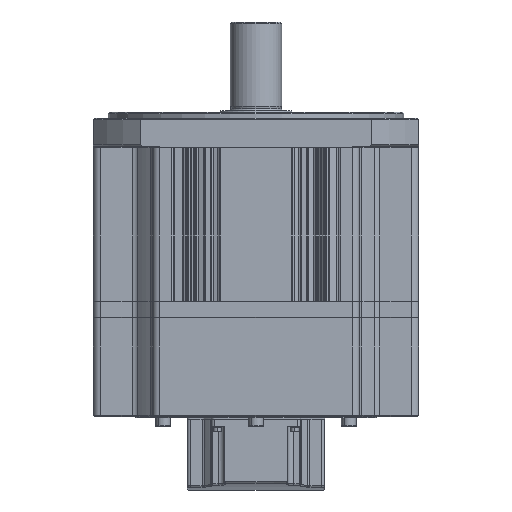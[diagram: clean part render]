
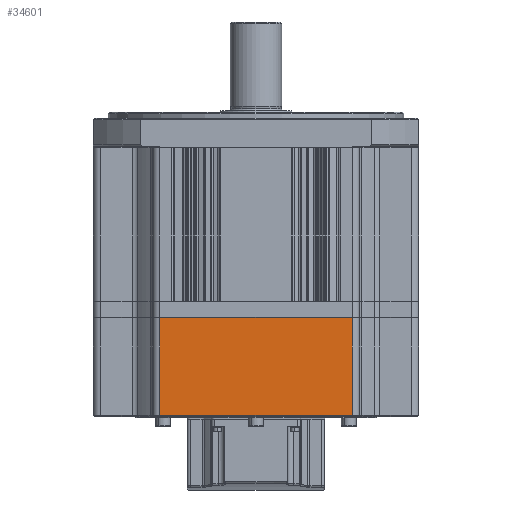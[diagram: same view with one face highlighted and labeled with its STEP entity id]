
A CAD part, front view. The second image highlights one B-rep face of the part: STEP entity #34601.
In plain terms, the highlighted planar face has unit normal (0, -1, 0).
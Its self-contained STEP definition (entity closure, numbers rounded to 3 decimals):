
#360 = VERTEX_POINT ( 'NONE', #69455 ) ;
#361 = VERTEX_POINT ( 'NONE', #69466 ) ;
#364 = VERTEX_POINT ( 'NONE', #69458 ) ;
#414 = VERTEX_POINT ( 'NONE', #69541 ) ;
#34601 = ADVANCED_FACE ( 'NONE', ( #67354 ), #67368, .F. ) ;
#52545 = VECTOR ( 'NONE', #54042, 1000. ) ;
#52585 = VECTOR ( 'NONE', #54422, 1000. ) ;
#52648 = VECTOR ( 'NONE', #54929, 1000. ) ;
#52656 = VECTOR ( 'NONE', #54912, 1000. ) ;
#54006 = LINE ( 'NONE', #54049, #52545 ) ;
#54042 = DIRECTION ( 'NONE',  ( 0., 0., 1. ) ) ;
#54049 = CARTESIAN_POINT ( 'NONE',  ( 65., -110., -185.7 ) ) ;
#54401 = LINE ( 'NONE', #54412, #52585 ) ;
#54412 = CARTESIAN_POINT ( 'NONE',  ( 0., -110., -181.2 ) ) ;
#54422 = DIRECTION ( 'NONE',  ( 1., 0., 0. ) ) ;
#54880 = LINE ( 'NONE', #54973, #52648 ) ;
#54906 = LINE ( 'NONE', #54986, #52656 ) ;
#54912 = DIRECTION ( 'NONE',  ( -1., 0., 0. ) ) ;
#54929 = DIRECTION ( 'NONE',  ( 0., 0., 1. ) ) ;
#54973 = CARTESIAN_POINT ( 'NONE',  ( -65., -110., -185.7 ) ) ;
#54986 = CARTESIAN_POINT ( 'NONE',  ( 65., -110., -115.2 ) ) ;
#67354 = FACE_OUTER_BOUND ( 'NONE', #102927, .T. ) ;
#67368 = PLANE ( 'NONE',  #113894 ) ;
#67399 = DIRECTION ( 'NONE',  ( 0., 1., 0. ) ) ;
#67401 = CARTESIAN_POINT ( 'NONE',  ( 0., -110., -185.7 ) ) ;
#67426 = DIRECTION ( 'NONE',  ( 1., 0., 0. ) ) ;
#69455 = CARTESIAN_POINT ( 'NONE',  ( 65., -110., -115.2 ) ) ;
#69458 = CARTESIAN_POINT ( 'NONE',  ( -65., -110., -115.2 ) ) ;
#69466 = CARTESIAN_POINT ( 'NONE',  ( -65., -110., -181.2 ) ) ;
#69541 = CARTESIAN_POINT ( 'NONE',  ( 65., -110., -181.2 ) ) ;
#93363 = EDGE_CURVE ( 'NONE', #414, #360, #54006, .T. ) ;
#93416 = EDGE_CURVE ( 'NONE', #361, #414, #54401, .T. ) ;
#93446 = EDGE_CURVE ( 'NONE', #361, #364, #54880, .T. ) ;
#93455 = EDGE_CURVE ( 'NONE', #360, #364, #54906, .T. ) ;
#102927 = EDGE_LOOP ( 'NONE', ( #116563, #116660, #116663, #116620 ) ) ;
#113894 = AXIS2_PLACEMENT_3D ( 'NONE', #67401, #67399, #67426 ) ;
#116563 = ORIENTED_EDGE ( 'NONE', *, *, #93446, .F. ) ;
#116620 = ORIENTED_EDGE ( 'NONE', *, *, #93455, .T. ) ;
#116660 = ORIENTED_EDGE ( 'NONE', *, *, #93416, .T. ) ;
#116663 = ORIENTED_EDGE ( 'NONE', *, *, #93363, .T. ) ;
